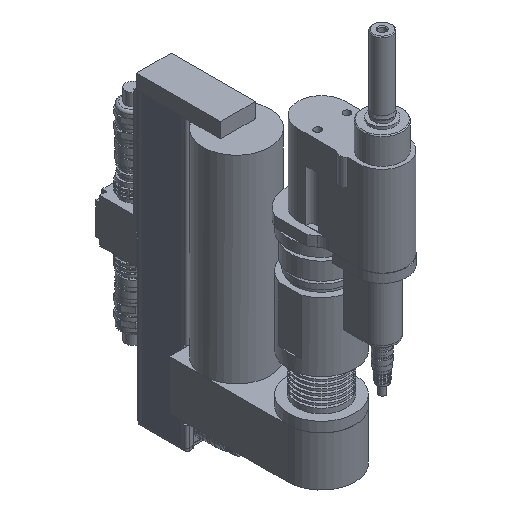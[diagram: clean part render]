
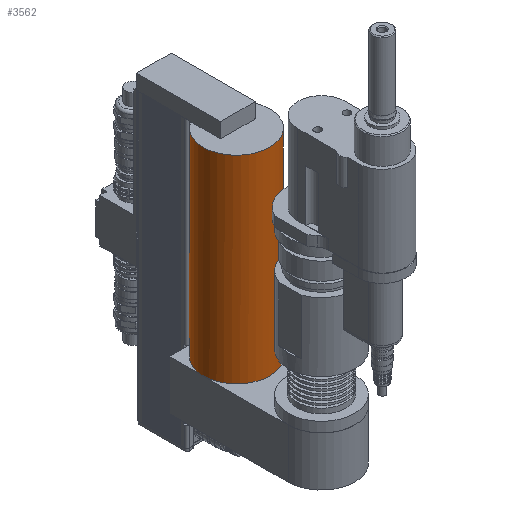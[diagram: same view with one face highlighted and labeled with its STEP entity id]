
A CAD part, isometric view. The second image highlights one B-rep face of the part: STEP entity #3562.
In plain terms, the highlighted cylindrical face has radius 40 mm (diameter 80 mm), a full revolution.
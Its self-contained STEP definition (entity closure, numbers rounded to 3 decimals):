
#3311=CARTESIAN_POINT('',(-40.0,-68.9,108.5));
#3312=VERTEX_POINT('',#3311);
#3313=CARTESIAN_POINT('',(0.0,-68.9,108.5));
#3314=DIRECTION('',(0.0,0.0,1.0));
#3315=DIRECTION('',(1.0,0.0,0.0));
#3316=AXIS2_PLACEMENT_3D('',#3313,#3314,#3315);
#3317=CIRCLE('',#3316,40.0);
#3318=EDGE_CURVE('',#3312,#3312,#3317,.T.);
#3534=CARTESIAN_POINT('',(0.0,-68.9,346.5));
#3535=DIRECTION('',(0.0,0.0,-1.0));
#3536=DIRECTION('',(1.0,0.0,0.0));
#3537=AXIS2_PLACEMENT_3D('',#3534,#3535,#3536);
#3538=CYLINDRICAL_SURFACE('',#3537,40.0);
#3539=ORIENTED_EDGE('',*,*,#3318,.T.);
#3540=EDGE_LOOP('',(#3539));
#3541=FACE_OUTER_BOUND('',#3540,.T.);
#3542=CARTESIAN_POINT('',(-20.85,-34.764,346.5));
#3543=VERTEX_POINT('',#3542);
#3544=CARTESIAN_POINT('',(20.85,-34.764,346.5));
#3545=VERTEX_POINT('',#3544);
#3546=CARTESIAN_POINT('',(0.0,-68.9,346.5));
#3547=DIRECTION('',(0.0,0.0,1.0));
#3548=DIRECTION('',(1.0,0.0,0.0));
#3549=AXIS2_PLACEMENT_3D('',#3546,#3547,#3548);
#3550=CIRCLE('',#3549,40.0);
#3551=EDGE_CURVE('',#3543,#3545,#3550,.T.);
#3552=ORIENTED_EDGE('',*,*,#3551,.F.);
#3553=CARTESIAN_POINT('',(0.0,-68.9,346.5));
#3554=DIRECTION('',(0.0,0.0,1.0));
#3555=DIRECTION('',(1.0,0.0,0.0));
#3556=AXIS2_PLACEMENT_3D('',#3553,#3554,#3555);
#3557=CIRCLE('',#3556,40.0);
#3558=EDGE_CURVE('',#3545,#3543,#3557,.T.);
#3559=ORIENTED_EDGE('',*,*,#3558,.F.);
#3560=EDGE_LOOP('',(#3552,#3559));
#3561=FACE_BOUND('',#3560,.T.);
#3562=ADVANCED_FACE('',(#3541,#3561),#3538,.T.);
